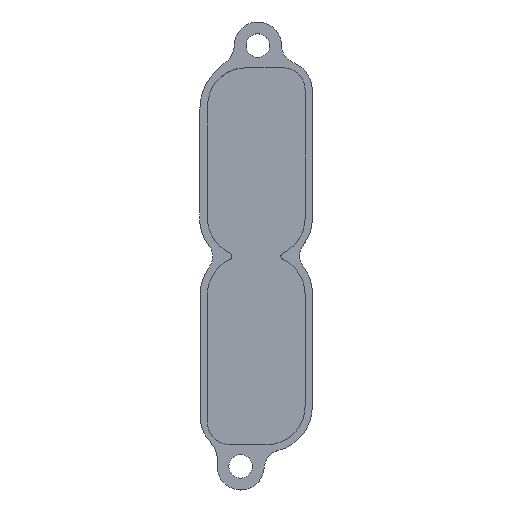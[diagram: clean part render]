
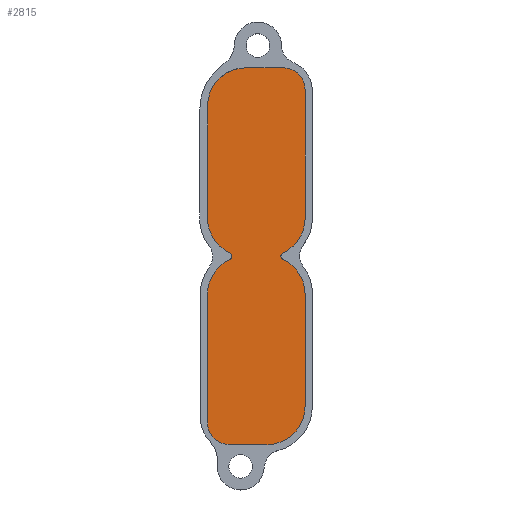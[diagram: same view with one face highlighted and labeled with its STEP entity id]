
A CAD part, top view. The second image highlights one B-rep face of the part: STEP entity #2815.
In plain terms, the highlighted planar face has unit normal (0, 0, 1).
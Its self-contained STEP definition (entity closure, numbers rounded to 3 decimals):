
#10 = AXIS2_PLACEMENT_3D ( 'NONE', #944, #2038, #1965 ) ;
#48 = DIRECTION ( 'NONE',  ( 1., 0., 0. ) ) ;
#169 = CIRCLE ( 'NONE', #6549, 1. ) ;
#210 = EDGE_CURVE ( 'NONE', #6642, #4406, #5460, .T. ) ;
#343 = CARTESIAN_POINT ( 'NONE',  ( 7.5, 51.866, 0. ) ) ;
#366 = EDGE_CURVE ( 'NONE', #5171, #6642, #3182, .T. ) ;
#415 = CARTESIAN_POINT ( 'NONE',  ( 3., -41.5, 0. ) ) ;
#695 = CIRCLE ( 'NONE', #3943, 6. ) ;
#722 = DIRECTION ( 'NONE',  ( 1., 0., 0. ) ) ;
#729 = DIRECTION ( 'NONE',  ( 0., 0., -1. ) ) ;
#772 = CIRCLE ( 'NONE', #4143, 6. ) ;
#801 = VECTOR ( 'NONE', #3333, 1000. ) ;
#804 = EDGE_CURVE ( 'NONE', #869, #3486, #4471, .T. ) ;
#822 = VERTEX_POINT ( 'NONE', #3915 ) ;
#869 = VERTEX_POINT ( 'NONE', #2144 ) ;
#935 = VERTEX_POINT ( 'NONE', #4603 ) ;
#944 = CARTESIAN_POINT ( 'NONE',  ( 7.838, -0.067, 0. ) ) ;
#951 = DIRECTION ( 'NONE',  ( 1., 0., 0. ) ) ;
#981 = CARTESIAN_POINT ( 'NONE',  ( 3., 10.366, 0. ) ) ;
#1035 = EDGE_CURVE ( 'NONE', #6272, #2366, #3835, .T. ) ;
#1102 = DIRECTION ( 'NONE',  ( 0., 0., 1. ) ) ;
#1174 = EDGE_CURVE ( 'NONE', #2663, #5277, #7118, .T. ) ;
#1216 = EDGE_CURVE ( 'NONE', #7175, #2325, #4770, .T. ) ;
#1233 = ORIENTED_EDGE ( 'NONE', *, *, #210, .T. ) ;
#1242 = CARTESIAN_POINT ( 'NONE',  ( -2.878, 10.366, 0. ) ) ;
#1252 = DIRECTION ( 'NONE',  ( 0., -1., 0. ) ) ;
#1300 = ORIENTED_EDGE ( 'NONE', *, *, #5146, .T. ) ;
#1545 = CIRCLE ( 'NONE', #5757, 10.5 ) ;
#1619 = ORIENTED_EDGE ( 'NONE', *, *, #1035, .T. ) ;
#1622 = DIRECTION ( 'NONE',  ( 0., 0., 1. ) ) ;
#1650 = FACE_OUTER_BOUND ( 'NONE', #5799, .T. ) ;
#1766 = VERTEX_POINT ( 'NONE', #3939 ) ;
#1812 = DIRECTION ( 'NONE',  ( 1., 0., 0. ) ) ;
#1816 = DIRECTION ( 'NONE',  ( 0., 0., -1. ) ) ;
#1942 = ORIENTED_EDGE ( 'NONE', *, *, #6564, .T. ) ;
#1965 = DIRECTION ( 'NONE',  ( 1., 0., 0. ) ) ;
#2028 = ORIENTED_EDGE ( 'NONE', *, *, #3664, .T. ) ;
#2033 = DIRECTION ( 'NONE',  ( -1., 0., 0. ) ) ;
#2038 = DIRECTION ( 'NONE',  ( 0., 0., -1. ) ) ;
#2043 = CARTESIAN_POINT ( 'NONE',  ( 3., -52., 0. ) ) ;
#2047 = CARTESIAN_POINT ( 'NONE',  ( 13.5, -41.5, 0. ) ) ;
#2075 = CARTESIAN_POINT ( 'NONE',  ( -2.878, 41.366, 0. ) ) ;
#2144 = CARTESIAN_POINT ( 'NONE',  ( 6.838, -0.067, 0. ) ) ;
#2163 = CARTESIAN_POINT ( 'NONE',  ( 3., -10.5, 0. ) ) ;
#2180 = DIRECTION ( 'NONE',  ( -1., 0., 0. ) ) ;
#2195 = VECTOR ( 'NONE', #4355, 1000. ) ;
#2260 = DIRECTION ( 'NONE',  ( 0., 0., 1. ) ) ;
#2274 = EDGE_CURVE ( 'NONE', #2325, #6272, #695, .T. ) ;
#2325 = VERTEX_POINT ( 'NONE', #3063 ) ;
#2366 = VERTEX_POINT ( 'NONE', #2043 ) ;
#2383 = CARTESIAN_POINT ( 'NONE',  ( 13.5, -41.5, 0. ) ) ;
#2415 = EDGE_CURVE ( 'NONE', #2366, #5171, #3224, .T. ) ;
#2498 = ORIENTED_EDGE ( 'NONE', *, *, #2415, .T. ) ;
#2597 = LINE ( 'NONE', #343, #6694 ) ;
#2663 = VERTEX_POINT ( 'NONE', #4872 ) ;
#2671 = ORIENTED_EDGE ( 'NONE', *, *, #6118, .T. ) ;
#2702 = DIRECTION ( 'NONE',  ( 1., 0., 0. ) ) ;
#2708 = DIRECTION ( 'NONE',  ( 0., 0., -1. ) ) ;
#2729 = CARTESIAN_POINT ( 'NONE',  ( 13.5, -10.5, 0. ) ) ;
#2764 = CARTESIAN_POINT ( 'NONE',  ( -13.378, 41.366, 0. ) ) ;
#2815 = ADVANCED_FACE ( 'NONE', ( #1650 ), #3951, .F. ) ;
#2834 = CARTESIAN_POINT ( 'NONE',  ( -7.378, -52., 0. ) ) ;
#2878 = VERTEX_POINT ( 'NONE', #6474 ) ;
#2899 = CARTESIAN_POINT ( 'NONE',  ( -2.878, -10.5, 0. ) ) ;
#2904 = VERTEX_POINT ( 'NONE', #5912 ) ;
#2994 = ORIENTED_EDGE ( 'NONE', *, *, #2274, .T. ) ;
#3063 = CARTESIAN_POINT ( 'NONE',  ( -13.378, -46., 0. ) ) ;
#3182 = LINE ( 'NONE', #2047, #2195 ) ;
#3224 = CIRCLE ( 'NONE', #5147, 10.5 ) ;
#3242 = EDGE_CURVE ( 'NONE', #3486, #2878, #1545, .T. ) ;
#3333 = DIRECTION ( 'NONE',  ( 0., -1., 0. ) ) ;
#3365 = LINE ( 'NONE', #2764, #801 ) ;
#3437 = DIRECTION ( 'NONE',  ( 0., 0., 1. ) ) ;
#3486 = VERTEX_POINT ( 'NONE', #5995 ) ;
#3532 = ORIENTED_EDGE ( 'NONE', *, *, #5102, .T. ) ;
#3664 = EDGE_CURVE ( 'NONE', #2878, #822, #5674, .T. ) ;
#3669 = CARTESIAN_POINT ( 'NONE',  ( 7.417, -0.974, 0. ) ) ;
#3743 = CARTESIAN_POINT ( 'NONE',  ( 3., -41.5, 0. ) ) ;
#3835 = LINE ( 'NONE', #2834, #3863 ) ;
#3863 = VECTOR ( 'NONE', #2702, 1000. ) ;
#3915 = CARTESIAN_POINT ( 'NONE',  ( 13.5, 45.866, 0. ) ) ;
#3939 = CARTESIAN_POINT ( 'NONE',  ( -13.378, 10.366, 0. ) ) ;
#3943 = AXIS2_PLACEMENT_3D ( 'NONE', #5812, #6449, #4805 ) ;
#3951 = PLANE ( 'NONE',  #5230 ) ;
#3983 = CARTESIAN_POINT ( 'NONE',  ( 13.5, 10.366, 0. ) ) ;
#4123 = DIRECTION ( 'NONE',  ( 1., 0., 0. ) ) ;
#4143 = AXIS2_PLACEMENT_3D ( 'NONE', #5732, #3437, #6978 ) ;
#4232 = VECTOR ( 'NONE', #1252, 1000. ) ;
#4245 = CARTESIAN_POINT ( 'NONE',  ( -7.716, -0.067, 0. ) ) ;
#4355 = DIRECTION ( 'NONE',  ( 0., 1., 0. ) ) ;
#4384 = DIRECTION ( 'NONE',  ( 1., 0., 0. ) ) ;
#4406 = VERTEX_POINT ( 'NONE', #3669 ) ;
#4440 = ORIENTED_EDGE ( 'NONE', *, *, #366, .T. ) ;
#4471 = CIRCLE ( 'NONE', #10, 1. ) ;
#4482 = CARTESIAN_POINT ( 'NONE',  ( -7.378, -52., 0. ) ) ;
#4603 = CARTESIAN_POINT ( 'NONE',  ( 7.5, 51.866, 0. ) ) ;
#4729 = CIRCLE ( 'NONE', #7273, 10.5 ) ;
#4770 = LINE ( 'NONE', #5371, #4232 ) ;
#4805 = DIRECTION ( 'NONE',  ( 1., 0., 0. ) ) ;
#4838 = AXIS2_PLACEMENT_3D ( 'NONE', #4245, #1816, #4123 ) ;
#4872 = CARTESIAN_POINT ( 'NONE',  ( -7.295, 0.84, 0. ) ) ;
#4982 = DIRECTION ( 'NONE',  ( 0., 0., 1. ) ) ;
#5009 = DIRECTION ( 'NONE',  ( 0., 1., 0. ) ) ;
#5102 = EDGE_CURVE ( 'NONE', #4406, #869, #169, .T. ) ;
#5146 = EDGE_CURVE ( 'NONE', #822, #935, #772, .T. ) ;
#5147 = AXIS2_PLACEMENT_3D ( 'NONE', #3743, #4982, #6110 ) ;
#5171 = VERTEX_POINT ( 'NONE', #2383 ) ;
#5209 = CARTESIAN_POINT ( 'NONE',  ( 7.838, -0.067, 0. ) ) ;
#5230 = AXIS2_PLACEMENT_3D ( 'NONE', #415, #2708, #2180 ) ;
#5258 = ORIENTED_EDGE ( 'NONE', *, *, #804, .T. ) ;
#5277 = VERTEX_POINT ( 'NONE', #5931 ) ;
#5309 = ORIENTED_EDGE ( 'NONE', *, *, #5544, .T. ) ;
#5352 = CIRCLE ( 'NONE', #5933, 10.5 ) ;
#5371 = CARTESIAN_POINT ( 'NONE',  ( -13.378, -10.5, 0. ) ) ;
#5391 = VECTOR ( 'NONE', #5009, 1000. ) ;
#5434 = ORIENTED_EDGE ( 'NONE', *, *, #7130, .T. ) ;
#5440 = DIRECTION ( 'NONE',  ( 0., 0., 1. ) ) ;
#5454 = VERTEX_POINT ( 'NONE', #5547 ) ;
#5459 = EDGE_CURVE ( 'NONE', #5454, #2904, #5352, .T. ) ;
#5460 = CIRCLE ( 'NONE', #6408, 10.5 ) ;
#5464 = ORIENTED_EDGE ( 'NONE', *, *, #1174, .T. ) ;
#5544 = EDGE_CURVE ( 'NONE', #1766, #2663, #4729, .T. ) ;
#5547 = CARTESIAN_POINT ( 'NONE',  ( -2.878, 51.866, 0. ) ) ;
#5628 = DIRECTION ( 'NONE',  ( 1., 0., 0. ) ) ;
#5674 = LINE ( 'NONE', #3983, #5391 ) ;
#5732 = CARTESIAN_POINT ( 'NONE',  ( 7.5, 45.866, 0. ) ) ;
#5733 = ORIENTED_EDGE ( 'NONE', *, *, #3242, .T. ) ;
#5757 = AXIS2_PLACEMENT_3D ( 'NONE', #981, #5440, #4384 ) ;
#5799 = EDGE_LOOP ( 'NONE', ( #5464, #5434, #5911, #2994, #1619, #2498, #4440, #1233, #3532, #5258, #5733, #2028, #1300, #2671, #6464, #1942, #5309 ) ) ;
#5812 = CARTESIAN_POINT ( 'NONE',  ( -7.378, -46., 0. ) ) ;
#5890 = CARTESIAN_POINT ( 'NONE',  ( -13.378, -10.5, 0. ) ) ;
#5911 = ORIENTED_EDGE ( 'NONE', *, *, #1216, .T. ) ;
#5912 = CARTESIAN_POINT ( 'NONE',  ( -13.378, 41.366, 0. ) ) ;
#5931 = CARTESIAN_POINT ( 'NONE',  ( -7.295, -0.974, 0. ) ) ;
#5933 = AXIS2_PLACEMENT_3D ( 'NONE', #2075, #1622, #951 ) ;
#5995 = CARTESIAN_POINT ( 'NONE',  ( 7.417, 0.84, 0. ) ) ;
#6110 = DIRECTION ( 'NONE',  ( 1., 0., 0. ) ) ;
#6118 = EDGE_CURVE ( 'NONE', #935, #5454, #2597, .T. ) ;
#6163 = CIRCLE ( 'NONE', #7248, 10.5 ) ;
#6272 = VERTEX_POINT ( 'NONE', #4482 ) ;
#6408 = AXIS2_PLACEMENT_3D ( 'NONE', #2163, #1102, #5628 ) ;
#6449 = DIRECTION ( 'NONE',  ( 0., 0., 1. ) ) ;
#6464 = ORIENTED_EDGE ( 'NONE', *, *, #5459, .T. ) ;
#6474 = CARTESIAN_POINT ( 'NONE',  ( 13.5, 10.366, 0. ) ) ;
#6549 = AXIS2_PLACEMENT_3D ( 'NONE', #5209, #729, #1812 ) ;
#6564 = EDGE_CURVE ( 'NONE', #2904, #1766, #3365, .T. ) ;
#6642 = VERTEX_POINT ( 'NONE', #2729 ) ;
#6694 = VECTOR ( 'NONE', #2033, 1000. ) ;
#6978 = DIRECTION ( 'NONE',  ( 1., 0., 0. ) ) ;
#7118 = CIRCLE ( 'NONE', #4838, 1. ) ;
#7130 = EDGE_CURVE ( 'NONE', #5277, #7175, #6163, .T. ) ;
#7175 = VERTEX_POINT ( 'NONE', #5890 ) ;
#7248 = AXIS2_PLACEMENT_3D ( 'NONE', #2899, #7427, #48 ) ;
#7273 = AXIS2_PLACEMENT_3D ( 'NONE', #1242, #2260, #722 ) ;
#7427 = DIRECTION ( 'NONE',  ( 0., 0., 1. ) ) ;
